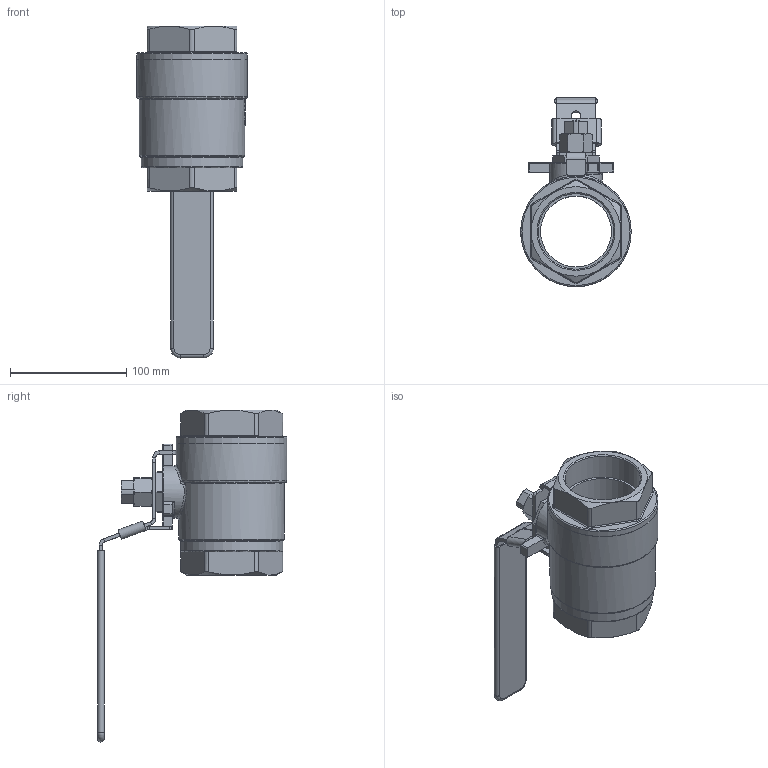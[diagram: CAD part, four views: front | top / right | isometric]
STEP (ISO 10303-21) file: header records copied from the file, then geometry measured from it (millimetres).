
FILE_DESCRIPTION(/* description */ (''),/* implementation_level */ '2;1');
FILE_NAME(/* name */ 'DN65_3D_STEP.stp',/* time_stamp */ '2025-08-08T00:58:07+03:00',/* author */ ('igorr'),/* organization */ (''),/* preprocessor_version */ 'ST-DEVELOPER v20',/* originating_system */ 'Autodesk Inventor 2025',/* authorisation */ '');
FILE_SCHEMA (('AUTOMOTIVE_DESIGN { 1 0 10303 214 3 1 1 }'));
Length unit declared in the file: millimetre
Products named in the file (5): Сборка; Деталь1; Деталь2; Деталь3; ANSI B18.2.4.2M - M16x2
Assembly tree (4 placements, depth 2):
  Сборка
    Деталь1
    Деталь2
    Деталь3
    ANSI B18.2.4.2M - M16x2
Bounding box: 95 x 163.08 x 285.5 mm (x, y, z)
Volume: 549707.7 mm3; surface area: 121552.9 mm2
Topology: 4 solids, 4 shells, 502 faces, 1290 edges, 821 vertices
Faces by surface type: plane 244, cylinder 112, bspline 82, torus 46, cone 18
Full cylindrical faces by diameter (mm): 5 x1, 8.487 x1, 11.316 x1, 13.835 x1, 45 x1, 61 x1, 65 x2, 67 x1, 87.674 x1, 91 x1, 95 x2
Entity records: 17814 total; most frequent: CARTESIAN_POINT 5488, ORIENTED_EDGE 2576, DIRECTION 2197, EDGE_CURVE 1288, VERTEX_POINT 821, AXIS2_PLACEMENT_3D 747, LINE 703, VECTOR 703
